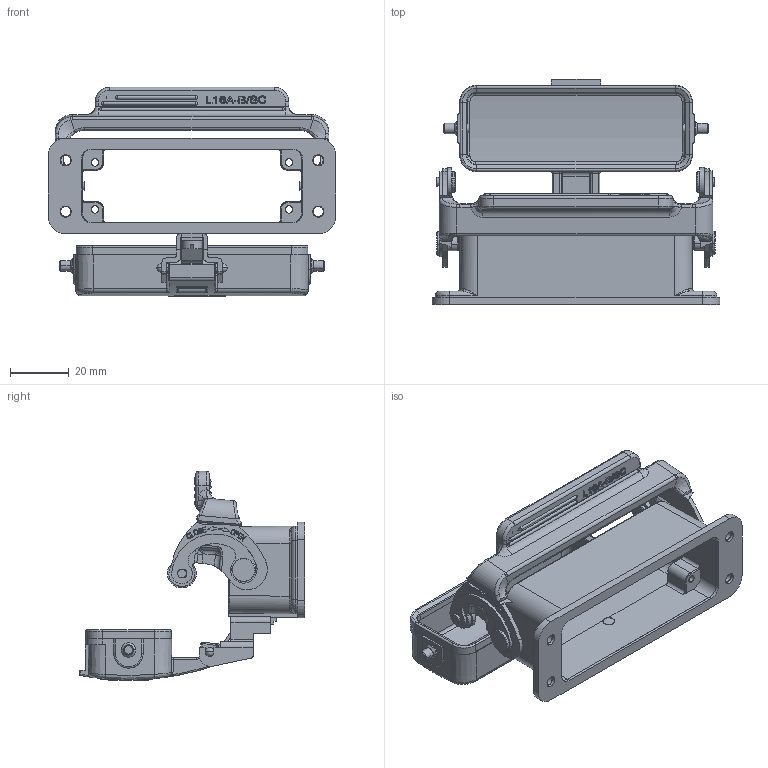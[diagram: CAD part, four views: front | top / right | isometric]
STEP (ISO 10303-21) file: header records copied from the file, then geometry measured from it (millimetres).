
FILE_DESCRIPTION((''),'2;1');
FILE_NAME('16A-BK-MCV_ASM','2017-07-25T',('dm.li'),(''),'PRO/ENGINEER BY PARAMETRIC TECHNOLOGY CORPORATION, 2012480','PRO/ENGINEER BY PARAMETRIC TECHNOLOGY CORPORATION, 2012480','');
FILE_SCHEMA(('AUTOMOTIVE_DESIGN { 1 0 10303 214 1 1 1 1 }'));
Length unit declared in the file: millimetre
Products named in the file (1): 16A-BK-MCV_ASM
Bounding box: 98 x 76.74 x 71.36 mm (x, y, z)
Volume: 41833.2 mm3; surface area: 37731.9 mm2
Topology: 1 solids, 26 shells, 1642 faces, 4379 edges, 2828 vertices
Faces by surface type: plane 673, cylinder 433, extrusion 242, bspline 146, torus 66, cone 54, sphere 28
Entity records: 70209 total; most frequent: CARTESIAN_POINT 23870, ORIENTED_EDGE 8594, DIRECTION 6907, EDGE_CURVE 4337, VERTEX_POINT 2828, VECTOR 2447, AXIS2_PLACEMENT_3D 2230, LINE 2205
